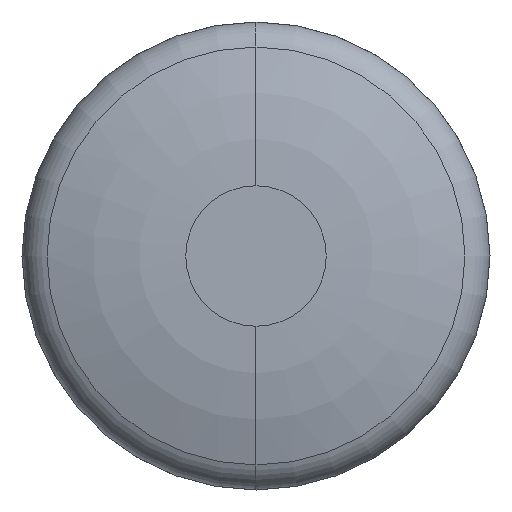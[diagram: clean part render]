
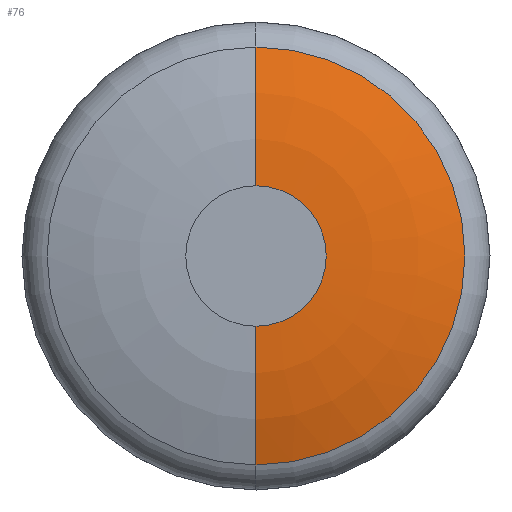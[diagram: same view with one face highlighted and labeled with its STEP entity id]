
A CAD part, front view. The second image highlights one B-rep face of the part: STEP entity #76.
In plain terms, the highlighted toroidal (fillet/blend) face has major radius 1.905 mm and minor radius 11.43 mm.
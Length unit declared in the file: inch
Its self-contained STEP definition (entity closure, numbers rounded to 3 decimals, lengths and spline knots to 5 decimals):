
#14 = CARTESIAN_POINT ( 'NONE',  ( 0., 0., 0. ) ) ;
#20 = ORIENTED_EDGE ( 'NONE', *, *, #93, .T. ) ;
#53 = DIRECTION ( 'NONE',  ( 0., -1., 0. ) ) ;
#58 = DIRECTION ( 'NONE',  ( -1., 0., 0. ) ) ;
#59 = CARTESIAN_POINT ( 'NONE',  ( 0., 0.02509, -0.22317 ) ) ;
#76 = ADVANCED_FACE ( 'NONE', ( #460 ), #434, .T. ) ;
#93 = EDGE_CURVE ( 'NONE', #489, #109, #390, .T. ) ;
#97 = DIRECTION ( 'NONE',  ( 0., 0., -1. ) ) ;
#109 = VERTEX_POINT ( 'NONE', #550 ) ;
#133 = CIRCLE ( 'NONE', #171, 0.22317 ) ;
#134 = DIRECTION ( 'NONE',  ( 0., -1., 0. ) ) ;
#135 = CARTESIAN_POINT ( 'NONE',  ( 0., 0.02509, 0.22317 ) ) ;
#136 = EDGE_CURVE ( 'NONE', #152, #342, #280, .T. ) ;
#141 = DIRECTION ( 'NONE',  ( 1., 0., 0. ) ) ;
#151 = EDGE_CURVE ( 'NONE', #342, #109, #409, .T. ) ;
#152 = VERTEX_POINT ( 'NONE', #59 ) ;
#171 = AXIS2_PLACEMENT_3D ( 'NONE', #312, #220, #368 ) ;
#175 = ORIENTED_EDGE ( 'NONE', *, *, #151, .F. ) ;
#181 = CARTESIAN_POINT ( 'NONE',  ( 0., 0.45, 0. ) ) ;
#183 = DIRECTION ( 'NONE',  ( 0., 0., -1. ) ) ;
#213 = EDGE_LOOP ( 'NONE', ( #567, #20, #175, #531 ) ) ;
#220 = DIRECTION ( 'NONE',  ( 0., -1., 0. ) ) ;
#258 = AXIS2_PLACEMENT_3D ( 'NONE', #14, #134, #183 ) ;
#280 = CIRCLE ( 'NONE', #475, 0.45 ) ;
#312 = CARTESIAN_POINT ( 'NONE',  ( 0., 0.02509, 0. ) ) ;
#330 = AXIS2_PLACEMENT_3D ( 'NONE', #181, #53, #557 ) ;
#342 = VERTEX_POINT ( 'NONE', #351 ) ;
#351 = CARTESIAN_POINT ( 'NONE',  ( 0., 0., -0.075 ) ) ;
#368 = DIRECTION ( 'NONE',  ( 0., 0., -1. ) ) ;
#378 = CARTESIAN_POINT ( 'NONE',  ( 0., 0.45, 0.075 ) ) ;
#390 = CIRCLE ( 'NONE', #510, 0.45 ) ;
#409 = CIRCLE ( 'NONE', #258, 0.075 ) ;
#434 = TOROIDAL_SURFACE ( 'NONE', #330, 0.075, 0.45 ) ;
#460 = FACE_OUTER_BOUND ( 'NONE', #213, .T. ) ;
#475 = AXIS2_PLACEMENT_3D ( 'NONE', #508, #58, #546 ) ;
#489 = VERTEX_POINT ( 'NONE', #135 ) ;
#508 = CARTESIAN_POINT ( 'NONE',  ( 0., 0.45, -0.075 ) ) ;
#510 = AXIS2_PLACEMENT_3D ( 'NONE', #378, #141, #97 ) ;
#531 = ORIENTED_EDGE ( 'NONE', *, *, #136, .F. ) ;
#535 = EDGE_CURVE ( 'NONE', #152, #489, #133, .T. ) ;
#546 = DIRECTION ( 'NONE',  ( 0., 0., 1. ) ) ;
#550 = CARTESIAN_POINT ( 'NONE',  ( 0., 0., 0.075 ) ) ;
#557 = DIRECTION ( 'NONE',  ( 0., 0., -1. ) ) ;
#567 = ORIENTED_EDGE ( 'NONE', *, *, #535, .T. ) ;
